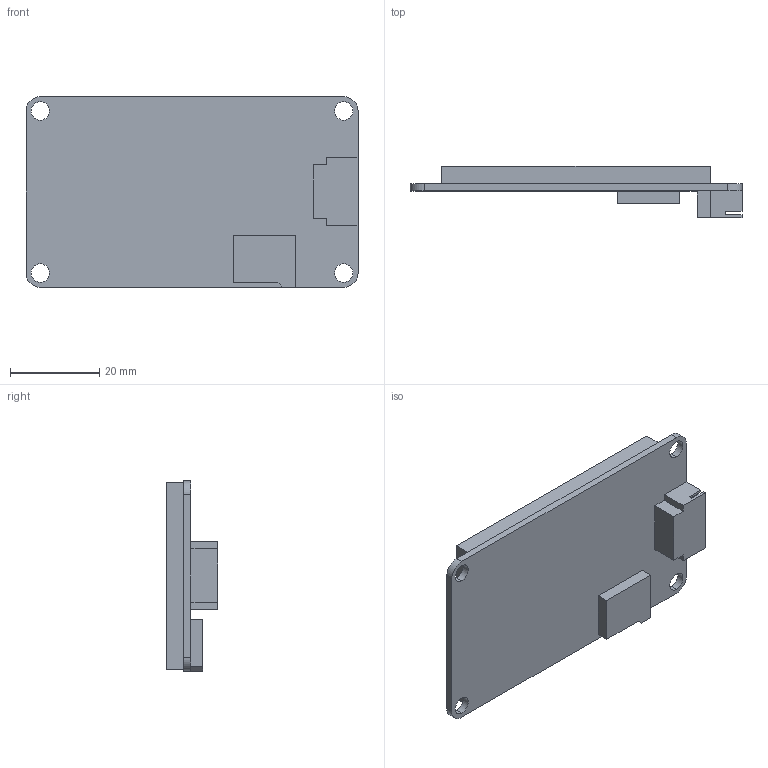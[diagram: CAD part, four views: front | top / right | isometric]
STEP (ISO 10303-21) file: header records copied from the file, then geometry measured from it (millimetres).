
FILE_DESCRIPTION (( 'STEP AP203' ), '1' );
FILE_NAME ('Nextion_NX3224T024_2.4_TFT_OFD.STEP', '2022-08-08T13:56:26', ( '' ), ( '' ), 'SwSTEP 2.0', 'SolidWorks 2020', '' );
FILE_SCHEMA (( 'CONFIG_CONTROL_DESIGN' ));
Length unit declared in the file: millimetre
Products named in the file (1): Nextion_NX3224T024_2.4_TFT_OFD
Bounding box: 74.4 x 11.5 x 42.72 mm (x, y, z)
Volume: 14753.8 mm3; surface area: 8254.8 mm2
Topology: 1 solids, 1 shells, 54 faces, 150 edges, 100 vertices
Faces by surface type: plane 42, cylinder 12
Entity records: 1811 total; most frequent: CARTESIAN_POINT 305, ORIENTED_EDGE 300, DIRECTION 284, EDGE_CURVE 150, VECTOR 126, LINE 126, VERTEX_POINT 100, AXIS2_PLACEMENT_3D 79
